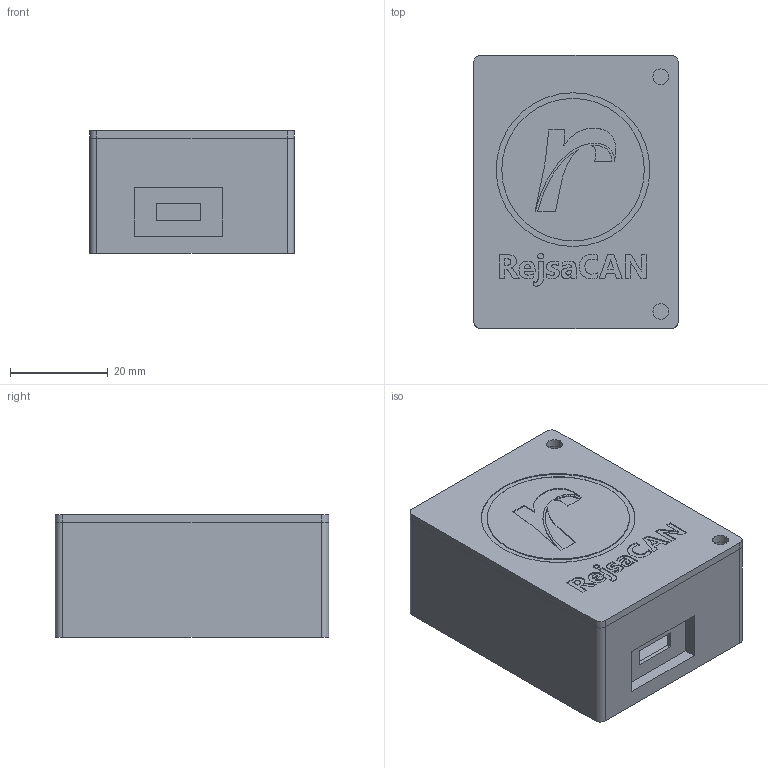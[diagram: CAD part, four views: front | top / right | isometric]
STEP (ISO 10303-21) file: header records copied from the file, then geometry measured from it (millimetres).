
FILE_DESCRIPTION(/* description */ (''),/* implementation_level */ '2;1');
FILE_NAME(/* name */ 'Horizontal med pcb conn board v34.step',/* time_stamp */ '2022-12-31T23:15:04+01:00',/* author */ (''),/* organization */ (''),/* preprocessor_version */ 'ST-DEVELOPER v19.2',/* originating_system */ 'Autodesk Translation Framework v11.17.0.187',/* authorisation */ '');
FILE_SCHEMA (('AUTOMOTIVE_DESIGN { 1 0 10303 214 3 1 1 }'));
Length unit declared in the file: millimetre
Products named in the file (2): Horizontal med pcb conn board; Rejsa Logo Stor (fetare spår) v6
Assembly tree (1 placements, depth 2):
  Horizontal med pcb conn board
    Rejsa Logo Stor (fetare spår) v6
Bounding box: 41.8 x 55.8 x 25.1 mm (x, y, z)
Volume: 16002.9 mm3; surface area: 18184.9 mm2
Topology: 2 solids, 2 shells, 295 faces, 807 edges, 538 vertices
Faces by surface type: plane 139, bspline 138, cylinder 18
Full cylindrical faces by diameter (mm): 3.2 x2, 4.2 x2, 29.092 x1, 31.374 x1
Entity records: 11789 total; most frequent: CARTESIAN_POINT 5157, ORIENTED_EDGE 1614, DIRECTION 887, EDGE_CURVE 807, VERTEX_POINT 538, LINE 495, VECTOR 495, EDGE_LOOP 323
